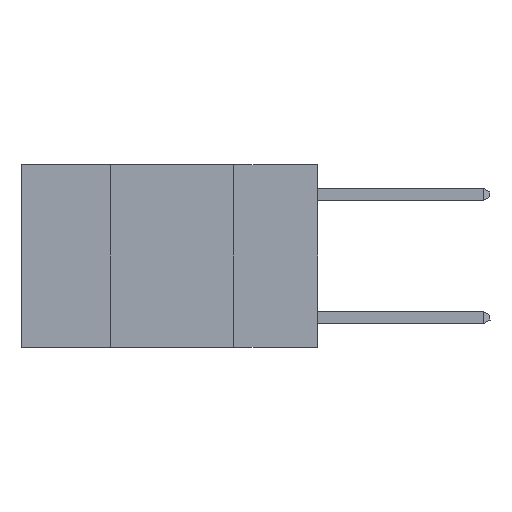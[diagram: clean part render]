
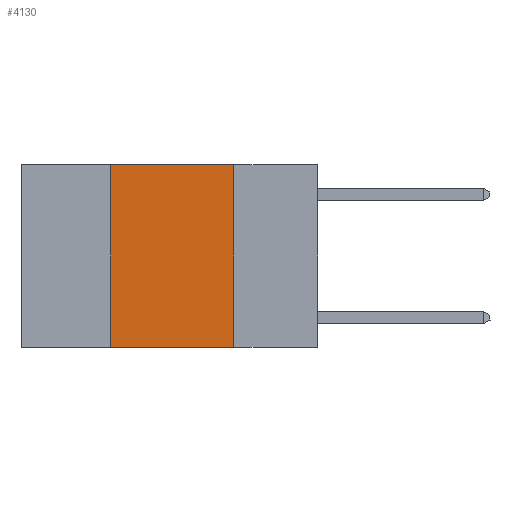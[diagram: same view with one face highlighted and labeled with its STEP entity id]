
A CAD part, left-side view. The second image highlights one B-rep face of the part: STEP entity #4130.
In plain terms, the highlighted planar face has unit normal (-1, 0, 0).
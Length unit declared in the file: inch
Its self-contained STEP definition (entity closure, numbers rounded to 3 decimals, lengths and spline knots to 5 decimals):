
#2469 = FACE_OUTER_BOUND ( 'NONE', #5777, .T. ) ;
#3296 = VERTEX_POINT ( 'NONE', #5117 ) ;
#4130 = ADVANCED_FACE ( 'NONE', ( #2469 ), #7337, .F. ) ;
#4946 = AXIS2_PLACEMENT_3D ( 'NONE', #22127, #11103, #23944 ) ;
#5105 = CARTESIAN_POINT ( 'NONE',  ( 0., 0.42, 0. ) ) ;
#5117 = CARTESIAN_POINT ( 'NONE',  ( 0., 0.42, 0. ) ) ;
#5430 = CARTESIAN_POINT ( 'NONE',  ( 0., 0.42, -0.37 ) ) ;
#5777 = EDGE_LOOP ( 'NONE', ( #16919, #17624, #22911, #18064 ) ) ;
#5909 = EDGE_CURVE ( 'NONE', #3296, #21313, #23606, .T. ) ;
#6068 = VECTOR ( 'NONE', #15843, 39.37008 ) ;
#6478 = CARTESIAN_POINT ( 'NONE',  ( 0., 0.17, -0.37 ) ) ;
#7337 = PLANE ( 'NONE',  #4946 ) ;
#7558 = VECTOR ( 'NONE', #16308, 39.37008 ) ;
#8759 = DIRECTION ( 'NONE',  ( 0., -1., 0. ) ) ;
#9037 = VECTOR ( 'NONE', #14332, 39.37008 ) ;
#10513 = EDGE_CURVE ( 'NONE', #21313, #15302, #18882, .T. ) ;
#11097 = LINE ( 'NONE', #21292, #6068 ) ;
#11103 = DIRECTION ( 'NONE',  ( 1., 0., 0. ) ) ;
#12462 = CARTESIAN_POINT ( 'NONE',  ( 0., 0.17, 0. ) ) ;
#14332 = DIRECTION ( 'NONE',  ( 0., 0., -1. ) ) ;
#15302 = VERTEX_POINT ( 'NONE', #6478 ) ;
#15843 = DIRECTION ( 'NONE',  ( 0., -1., 0. ) ) ;
#16308 = DIRECTION ( 'NONE',  ( 0., 0., 1. ) ) ;
#16919 = ORIENTED_EDGE ( 'NONE', *, *, #10513, .F. ) ;
#17470 = EDGE_CURVE ( 'NONE', #22564, #3296, #22298, .T. ) ;
#17624 = ORIENTED_EDGE ( 'NONE', *, *, #5909, .F. ) ;
#18064 = ORIENTED_EDGE ( 'NONE', *, *, #21606, .T. ) ;
#18882 = LINE ( 'NONE', #12462, #9037 ) ;
#19236 = CARTESIAN_POINT ( 'NONE',  ( 0., 0.17, 0. ) ) ;
#21292 = CARTESIAN_POINT ( 'NONE',  ( 0., 0.6, -0.37 ) ) ;
#21313 = VERTEX_POINT ( 'NONE', #19236 ) ;
#21584 = CARTESIAN_POINT ( 'NONE',  ( 0., 0.6, 0. ) ) ;
#21606 = EDGE_CURVE ( 'NONE', #22564, #15302, #11097, .T. ) ;
#22127 = CARTESIAN_POINT ( 'NONE',  ( 0., 0.6, 0. ) ) ;
#22298 = LINE ( 'NONE', #5105, #7558 ) ;
#22469 = VECTOR ( 'NONE', #8759, 39.37008 ) ;
#22564 = VERTEX_POINT ( 'NONE', #5430 ) ;
#22911 = ORIENTED_EDGE ( 'NONE', *, *, #17470, .F. ) ;
#23606 = LINE ( 'NONE', #21584, #22469 ) ;
#23944 = DIRECTION ( 'NONE',  ( 0., 0., -1. ) ) ;
